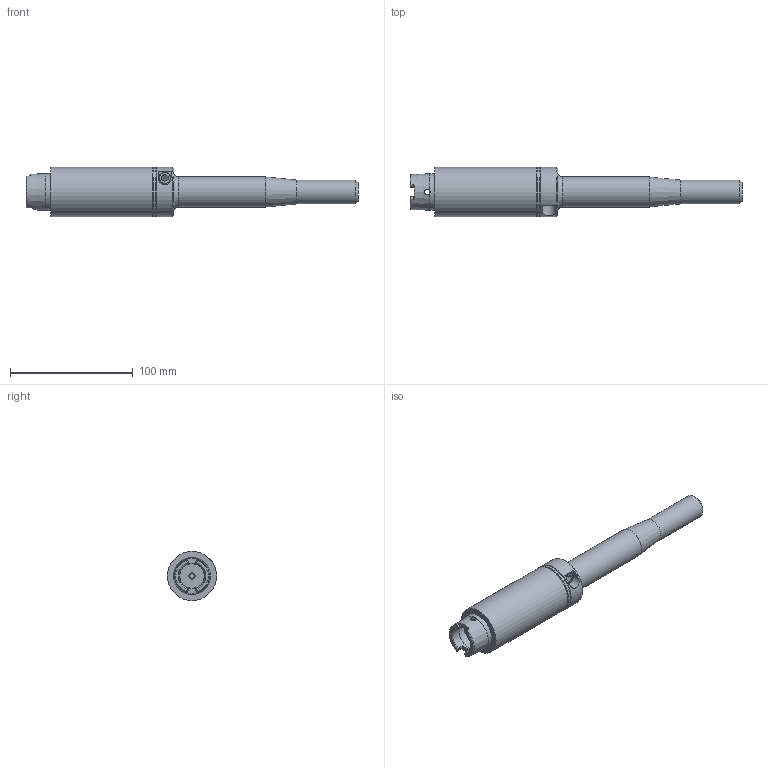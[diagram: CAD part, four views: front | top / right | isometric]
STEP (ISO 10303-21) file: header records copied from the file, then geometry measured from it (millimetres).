
FILE_DESCRIPTION(('HOOPS Exchange Step'),'2;1');
FILE_NAME('export-1A0FD087-66FE-4EA3-AC61-6F893CAA36F1.stp','2021-05-13T12:07:38+02:00',('Engineering'),('Alibre'),'HOOPS Exchange 2020.1','Alibre','Unknown authorisation');
FILE_SCHEMA( ('AP242_MANAGED_MODEL_BASED_3D_ENGINEERING_MIM_LF {1 0 10303 442 1 1 4 }') );
Length unit declared in the file: millimetre
Products named in the file (1): 5598 HYDRO-GRIP PENCIL-12x150HSK40C GL=250
Bounding box: 270 x 40 x 40 mm (x, y, z)
Surface area: 30610.7 mm2 (no closed solid volume)
Topology: 0 solids, 84 shells, 87 faces, 460 edges, 426 vertices
Faces by surface type: cylinder 28, plane 27, torus 18, cone 11, bspline 3
Full cylindrical faces by diameter (mm): 4 x1, 4.6 x2, 12 x4, 12.4 x1, 19.5 x1, 21 x1, 21.8 x1, 24.5 x1, 25.5 x1, 30.007 x1, 40 x3
Entity records: 12718 total; most frequent: CARTESIAN_POINT 9044, DIRECTION 717, ORIENTED_EDGE 496, EDGE_CURVE 460, VERTEX_POINT 426, AXIS2_PLACEMENT_3D 305, CIRCLE 219, STYLED_ITEM 120
